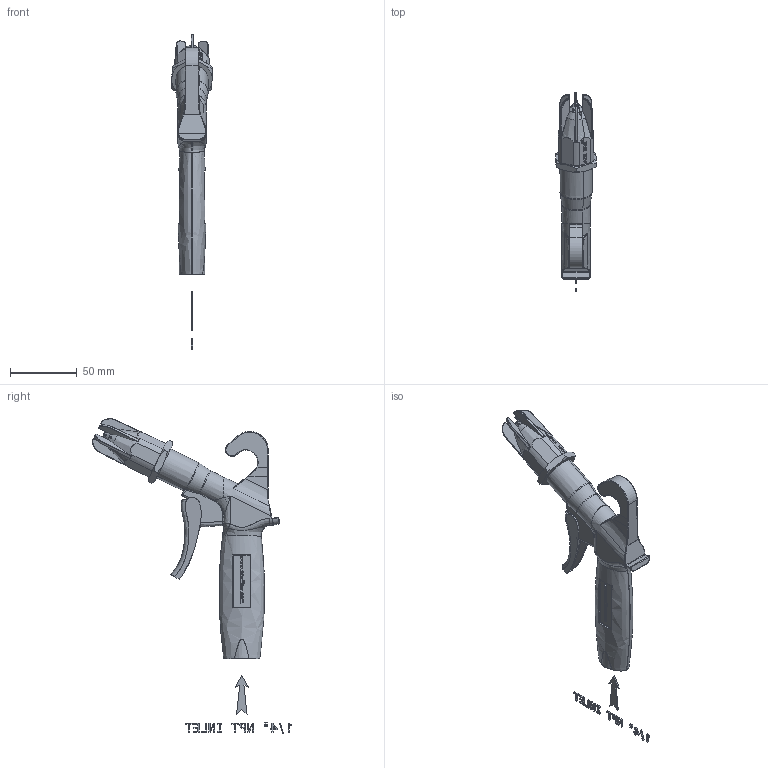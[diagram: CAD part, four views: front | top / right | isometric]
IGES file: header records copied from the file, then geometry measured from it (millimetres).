
Start section: SolidWorks IGES file using analytic representation for surfaces
Global section: file name: Safety Gun with Star Nozzle.IGS; native system: SolidWorks 2017; preprocessor: SolidWorks 2017; author: Chirag Shah; date: 190128.121837; units: millimetre
Bounding box: 30.38 x 148.93 x 235.37 mm (x, y, z)
Surface area: 37284 mm2 (no closed solid volume)
Topology: 0 solids, 0 shells, 6844 faces, 42753 edges, 42728 vertices
Faces by surface type: bspline 6671, revolution 173
